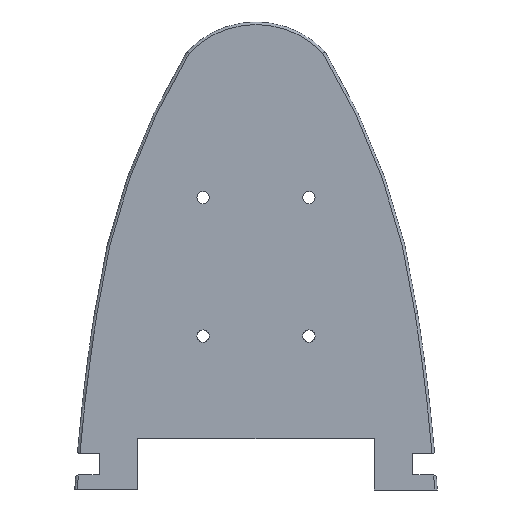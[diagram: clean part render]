
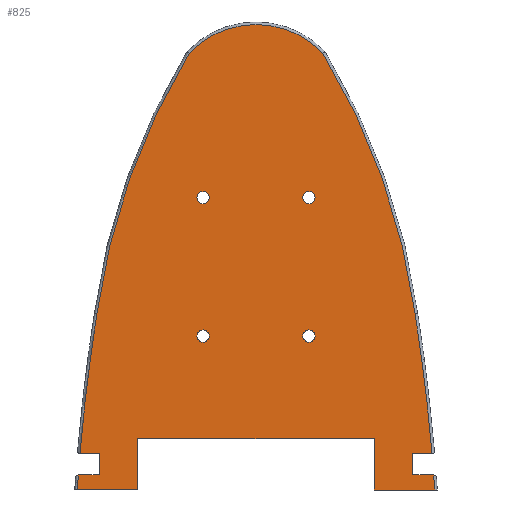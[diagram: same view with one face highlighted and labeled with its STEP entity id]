
A CAD part, front view. The second image highlights one B-rep face of the part: STEP entity #825.
In plain terms, the highlighted planar face has unit normal (0, -1, 0).
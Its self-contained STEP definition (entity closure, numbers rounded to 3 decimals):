
#34=FACE_BOUND('',#112,.T.);
#35=FACE_BOUND('',#113,.T.);
#36=FACE_BOUND('',#114,.T.);
#37=FACE_BOUND('',#115,.T.);
#47=PLANE('',#900);
#61=FACE_OUTER_BOUND('',#111,.T.);
#111=EDGE_LOOP('',(#568,#569,#570,#571,#572,#573,#574,#575,#576,#577,#578,
#579,#580,#581,#582,#583,#584,#585));
#112=EDGE_LOOP('',(#586));
#113=EDGE_LOOP('',(#587));
#114=EDGE_LOOP('',(#588));
#115=EDGE_LOOP('',(#589));
#196=CIRCLE('',#901,745.226);
#197=CIRCLE('',#902,266.305);
#198=CIRCLE('',#903,36.093);
#199=CIRCLE('',#904,266.305);
#200=CIRCLE('',#905,745.226);
#201=CIRCLE('',#906,745.226);
#202=CIRCLE('',#907,745.226);
#203=CIRCLE('',#908,2.38);
#204=CIRCLE('',#909,2.38);
#205=CIRCLE('',#910,2.38);
#206=CIRCLE('',#911,2.38);
#245=LINE('',#1253,#295);
#247=LINE('',#1297,#297);
#249=LINE('',#1305,#299);
#251=LINE('',#1356,#301);
#252=LINE('',#1358,#302);
#253=LINE('',#1360,#303);
#254=LINE('',#1364,#304);
#255=LINE('',#1366,#305);
#256=LINE('',#1368,#306);
#257=LINE('',#1370,#307);
#258=LINE('',#1372,#308);
#295=VECTOR('',#999,10.);
#297=VECTOR('',#1005,10.);
#299=VECTOR('',#1013,10.);
#301=VECTOR('',#1027,10.);
#302=VECTOR('',#1028,10.);
#303=VECTOR('',#1029,10.);
#304=VECTOR('',#1032,10.);
#305=VECTOR('',#1033,10.);
#306=VECTOR('',#1034,10.);
#307=VECTOR('',#1035,10.);
#308=VECTOR('',#1036,10.);
#345=VERTEX_POINT('',#1251);
#346=VERTEX_POINT('',#1252);
#351=VERTEX_POINT('',#1296);
#354=VERTEX_POINT('',#1304);
#358=VERTEX_POINT('',#1345);
#359=VERTEX_POINT('',#1347);
#360=VERTEX_POINT('',#1349);
#361=VERTEX_POINT('',#1351);
#362=VERTEX_POINT('',#1353);
#363=VERTEX_POINT('',#1355);
#364=VERTEX_POINT('',#1357);
#365=VERTEX_POINT('',#1359);
#366=VERTEX_POINT('',#1361);
#367=VERTEX_POINT('',#1363);
#368=VERTEX_POINT('',#1365);
#369=VERTEX_POINT('',#1367);
#370=VERTEX_POINT('',#1369);
#371=VERTEX_POINT('',#1371);
#372=VERTEX_POINT('',#1374);
#373=VERTEX_POINT('',#1376);
#374=VERTEX_POINT('',#1378);
#375=VERTEX_POINT('',#1380);
#425=EDGE_CURVE('',#345,#346,#245,.T.);
#431=EDGE_CURVE('',#351,#345,#247,.T.);
#435=EDGE_CURVE('',#354,#351,#249,.T.);
#440=EDGE_CURVE('',#358,#346,#196,.T.);
#441=EDGE_CURVE('',#359,#358,#197,.T.);
#442=EDGE_CURVE('',#360,#359,#198,.T.);
#443=EDGE_CURVE('',#361,#360,#199,.T.);
#444=EDGE_CURVE('',#362,#361,#200,.T.);
#445=EDGE_CURVE('',#362,#363,#251,.T.);
#446=EDGE_CURVE('',#363,#364,#252,.T.);
#447=EDGE_CURVE('',#364,#365,#253,.T.);
#448=EDGE_CURVE('',#366,#365,#201,.T.);
#449=EDGE_CURVE('',#366,#367,#254,.T.);
#450=EDGE_CURVE('',#367,#368,#255,.T.);
#451=EDGE_CURVE('',#368,#369,#256,.T.);
#452=EDGE_CURVE('',#369,#370,#257,.T.);
#453=EDGE_CURVE('',#370,#371,#258,.T.);
#454=EDGE_CURVE('',#354,#371,#202,.T.);
#455=EDGE_CURVE('',#372,#372,#203,.T.);
#456=EDGE_CURVE('',#373,#373,#204,.T.);
#457=EDGE_CURVE('',#374,#374,#205,.T.);
#458=EDGE_CURVE('',#375,#375,#206,.T.);
#568=ORIENTED_EDGE('',*,*,#435,.T.);
#569=ORIENTED_EDGE('',*,*,#431,.T.);
#570=ORIENTED_EDGE('',*,*,#425,.T.);
#571=ORIENTED_EDGE('',*,*,#440,.F.);
#572=ORIENTED_EDGE('',*,*,#441,.F.);
#573=ORIENTED_EDGE('',*,*,#442,.F.);
#574=ORIENTED_EDGE('',*,*,#443,.F.);
#575=ORIENTED_EDGE('',*,*,#444,.F.);
#576=ORIENTED_EDGE('',*,*,#445,.T.);
#577=ORIENTED_EDGE('',*,*,#446,.T.);
#578=ORIENTED_EDGE('',*,*,#447,.T.);
#579=ORIENTED_EDGE('',*,*,#448,.F.);
#580=ORIENTED_EDGE('',*,*,#449,.T.);
#581=ORIENTED_EDGE('',*,*,#450,.T.);
#582=ORIENTED_EDGE('',*,*,#451,.T.);
#583=ORIENTED_EDGE('',*,*,#452,.T.);
#584=ORIENTED_EDGE('',*,*,#453,.T.);
#585=ORIENTED_EDGE('',*,*,#454,.F.);
#586=ORIENTED_EDGE('',*,*,#455,.T.);
#587=ORIENTED_EDGE('',*,*,#456,.T.);
#588=ORIENTED_EDGE('',*,*,#457,.T.);
#589=ORIENTED_EDGE('',*,*,#458,.T.);
#825=ADVANCED_FACE('',(#61,#34,#35,#36,#37),#47,.F.);
#900=AXIS2_PLACEMENT_3D('',#1344,#1015,#1016);
#901=AXIS2_PLACEMENT_3D('',#1346,#1017,#1018);
#902=AXIS2_PLACEMENT_3D('',#1348,#1019,#1020);
#903=AXIS2_PLACEMENT_3D('',#1350,#1021,#1022);
#904=AXIS2_PLACEMENT_3D('',#1352,#1023,#1024);
#905=AXIS2_PLACEMENT_3D('',#1354,#1025,#1026);
#906=AXIS2_PLACEMENT_3D('',#1362,#1030,#1031);
#907=AXIS2_PLACEMENT_3D('',#1373,#1037,#1038);
#908=AXIS2_PLACEMENT_3D('',#1375,#1039,#1040);
#909=AXIS2_PLACEMENT_3D('',#1377,#1041,#1042);
#910=AXIS2_PLACEMENT_3D('',#1379,#1043,#1044);
#911=AXIS2_PLACEMENT_3D('',#1381,#1045,#1046);
#999=DIRECTION('',(1.,0.,0.));
#1005=DIRECTION('',(0.,0.,1.));
#1013=DIRECTION('',(-1.,0.,0.));
#1015=DIRECTION('center_axis',(0.,1.,0.));
#1016=DIRECTION('ref_axis',(0.,0.,1.));
#1017=DIRECTION('center_axis',(0.,1.,0.));
#1018=DIRECTION('ref_axis',(1.,0.,0.021));
#1019=DIRECTION('center_axis',(0.,1.,0.));
#1020=DIRECTION('ref_axis',(0.943,0.,0.334));
#1021=DIRECTION('center_axis',(0.,1.,0.));
#1022=DIRECTION('ref_axis',(0.,0.,1.));
#1023=DIRECTION('center_axis',(0.,1.,0.));
#1024=DIRECTION('ref_axis',(-0.943,0.,0.334));
#1025=DIRECTION('center_axis',(0.,1.,0.));
#1026=DIRECTION('ref_axis',(-1.,0.,0.021));
#1027=DIRECTION('',(1.,0.,0.));
#1028=DIRECTION('',(0.,0.,-1.));
#1029=DIRECTION('',(-1.,0.,0.));
#1030=DIRECTION('center_axis',(0.,1.,0.));
#1031=DIRECTION('ref_axis',(-1.,0.,0.021));
#1032=DIRECTION('',(1.,0.,0.));
#1033=DIRECTION('',(0.,0.,1.));
#1034=DIRECTION('',(1.,0.,0.));
#1035=DIRECTION('',(0.,0.,-1.));
#1036=DIRECTION('',(1.,0.,0.));
#1037=DIRECTION('center_axis',(0.,1.,0.));
#1038=DIRECTION('ref_axis',(1.,0.,0.021));
#1039=DIRECTION('center_axis',(0.,1.,0.));
#1040=DIRECTION('ref_axis',(-1.,0.,0.));
#1041=DIRECTION('center_axis',(0.,1.,0.));
#1042=DIRECTION('ref_axis',(-1.,0.,0.));
#1043=DIRECTION('center_axis',(0.,1.,0.));
#1044=DIRECTION('ref_axis',(-1.,0.,0.));
#1045=DIRECTION('center_axis',(0.,1.,0.));
#1046=DIRECTION('ref_axis',(-1.,0.,0.));
#1251=CARTESIAN_POINT('',(61.081,0.,109.06));
#1252=CARTESIAN_POINT('',(68.589,0.,109.06));
#1253=CARTESIAN_POINT('',(292.015,0.,109.06));
#1296=CARTESIAN_POINT('',(61.081,0.,100.753));
#1297=CARTESIAN_POINT('',(61.081,0.,71.406));
#1304=CARTESIAN_POINT('',(69.236,0.,100.753));
#1305=CARTESIAN_POINT('',(292.015,0.,100.753));
#1344=CARTESIAN_POINT('Origin',(0.,0.,37.906));
#1345=CARTESIAN_POINT('',(62.006,0.,163.564));
#1346=CARTESIAN_POINT('Origin',(-674.05,0.,47.019));
#1347=CARTESIAN_POINT('',(26.069,0.,265.175));
#1348=CARTESIAN_POINT('Origin',(-201.833,0.,127.412));
#1349=CARTESIAN_POINT('',(-26.069,0.,265.175));
#1350=CARTESIAN_POINT('Origin',(0.,0.,240.214));
#1351=CARTESIAN_POINT('',(-62.006,0.,163.564));
#1352=CARTESIAN_POINT('Origin',(201.833,0.,127.412));
#1353=CARTESIAN_POINT('',(-68.589,0.,109.06));
#1354=CARTESIAN_POINT('Origin',(674.05,0.,47.019));
#1355=CARTESIAN_POINT('',(-61.081,0.,109.06));
#1356=CARTESIAN_POINT('',(-292.015,0.,109.06));
#1357=CARTESIAN_POINT('',(-61.081,0.,100.753));
#1358=CARTESIAN_POINT('',(-61.081,0.,71.406));
#1359=CARTESIAN_POINT('',(-69.236,0.,100.753));
#1360=CARTESIAN_POINT('',(-292.015,0.,100.753));
#1361=CARTESIAN_POINT('',(-69.635,0.,94.906));
#1362=CARTESIAN_POINT('Origin',(674.05,0.,47.019));
#1363=CARTESIAN_POINT('',(-46.081,0.,94.906));
#1364=CARTESIAN_POINT('',(-35.319,0.,94.906));
#1365=CARTESIAN_POINT('',(-46.081,0.,114.906));
#1366=CARTESIAN_POINT('',(-46.081,0.,66.406));
#1367=CARTESIAN_POINT('',(46.081,0.,114.906));
#1368=CARTESIAN_POINT('',(-23.041,0.,114.906));
#1369=CARTESIAN_POINT('',(46.081,0.,94.906));
#1370=CARTESIAN_POINT('',(46.081,0.,76.406));
#1371=CARTESIAN_POINT('',(69.635,0.,94.906));
#1372=CARTESIAN_POINT('',(23.041,0.,94.906));
#1373=CARTESIAN_POINT('Origin',(-674.05,0.,47.019));
#1374=CARTESIAN_POINT('',(-18.258,0.,208.881));
#1375=CARTESIAN_POINT('Origin',(-20.638,0.,208.881));
#1376=CARTESIAN_POINT('',(23.018,0.,208.881));
#1377=CARTESIAN_POINT('Origin',(20.638,0.,208.881));
#1378=CARTESIAN_POINT('',(-18.258,0.,154.906));
#1379=CARTESIAN_POINT('Origin',(-20.638,0.,154.906));
#1380=CARTESIAN_POINT('',(23.018,0.,154.906));
#1381=CARTESIAN_POINT('Origin',(20.638,0.,154.906));
